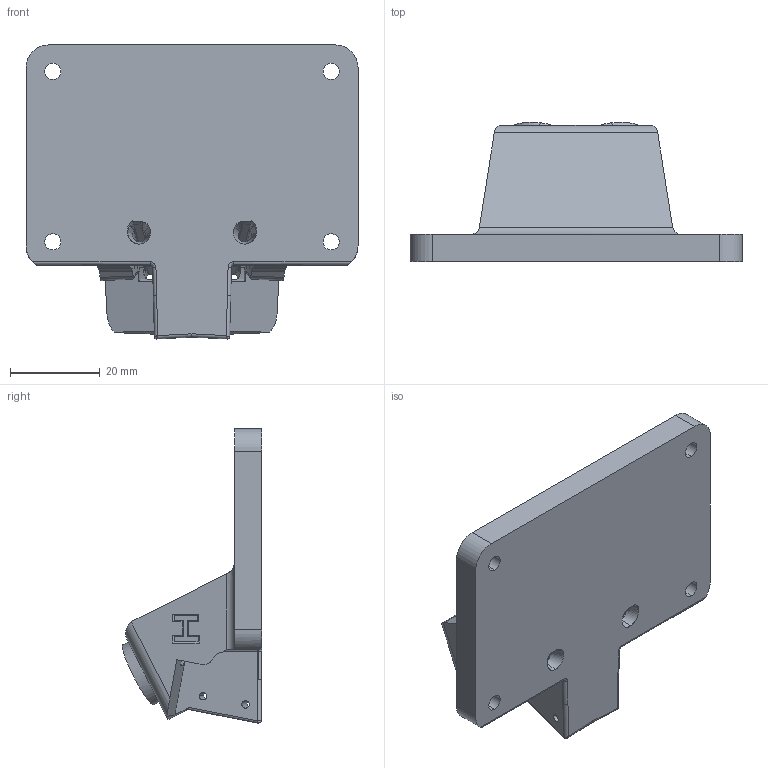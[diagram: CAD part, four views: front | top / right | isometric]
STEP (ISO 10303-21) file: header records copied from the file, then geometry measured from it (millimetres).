
FILE_DESCRIPTION (( 'STEP AP203' ), '1' );
FILE_NAME ('PR2124_U1_Filament_Runout_Sensor_Top.STEP', '2023-10-26T17:25:53', ( '' ), ( '' ), 'SwSTEP 2.0', 'SolidWorks 2022', '' );
FILE_SCHEMA (( 'CONFIG_CONTROL_DESIGN' ));
Length unit declared in the file: millimetre
Products named in the file (1): PR2124_U1_Filament_Runout_Sensor_Top
Bounding box: 74 x 31.1 x 65.55 mm (x, y, z)
Volume: 39520.6 mm3; surface area: 14048.2 mm2
Topology: 1 solids, 5 shells, 310 faces, 857 edges, 560 vertices
Faces by surface type: plane 137, cylinder 99, bspline 47, cone 20, torus 7
Entity records: 11710 total; most frequent: CARTESIAN_POINT 4530, ORIENTED_EDGE 1708, DIRECTION 1176, EDGE_CURVE 854, VERTEX_POINT 560, VECTOR 408, LINE 408, AXIS2_PLACEMENT_3D 384
